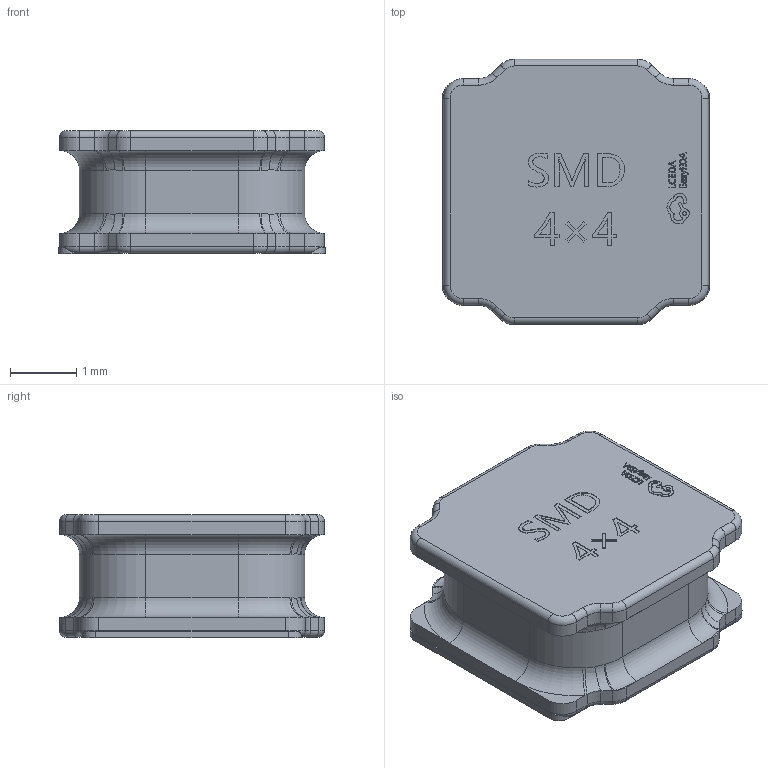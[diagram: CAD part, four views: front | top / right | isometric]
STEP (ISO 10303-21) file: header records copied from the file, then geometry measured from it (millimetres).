
FILE_DESCRIPTION(('FreeCAD Model'),'2;1');
FILE_NAME('Open CASCADE Shape Model','2023-02-05T13:58:32',(''),(''), 'Open CASCADE STEP processor 7.6','FreeCAD','Unknown');
FILE_SCHEMA(('AUTOMOTIVE_DESIGN { 1 0 10303 214 1 1 1 1 }'));
Length unit declared in the file: millimetre
Products named in the file (2): IND-SMD_L4.0-W4.0_CMLW4020S; SOLID
Assembly tree (1 placements, depth 2):
  IND-SMD_L4.0-W4.0_CMLW4020S
    SOLID
Bounding box: 4.02 x 4 x 1.87 mm (x, y, z)
Volume: 22.9 mm3; surface area: 58.9 mm2
Topology: 1 solids, 1 shells, 572 faces, 1485 edges, 950 vertices
Faces by surface type: plane 298, bspline 170, cylinder 64, torus 40
Entity records: 22595 total; most frequent: CARTESIAN_POINT 7099, ORIENTED_EDGE 2970, DIRECTION 2193, EDGE_CURVE 1485, VERTEX_POINT 950, LINE 937, VECTOR 937, AXIS2_PLACEMENT_3D 628
